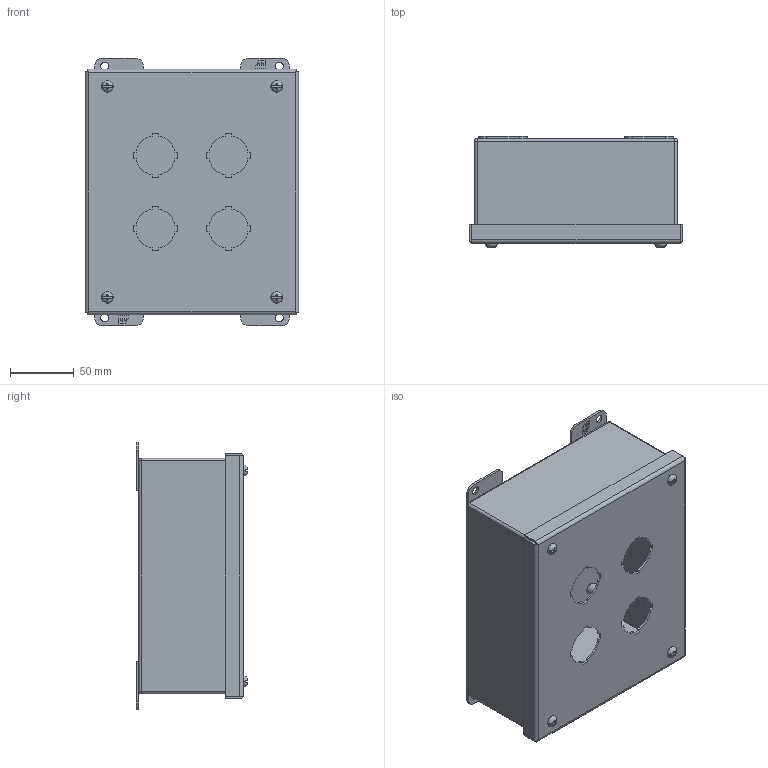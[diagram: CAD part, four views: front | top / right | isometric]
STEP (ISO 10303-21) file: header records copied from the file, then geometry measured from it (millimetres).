
FILE_DESCRIPTION (( 'STEP AP203' ), '1' );
FILE_NAME ('1435F_Default.step', '2019-11-08T15:28:50', ( '' ), ( '' ), 'SwSTEP 2.0', 'SolidWorks 2019', '' );
FILE_SCHEMA (( 'CONFIG_CONTROL_DESIGN' ));
Length unit declared in the file: inch
Products named in the file (1): 1435F_Default
Bounding box: 166.67 x 86.91 x 209.55 mm (x, y, z)
Volume: 249725.1 mm3; surface area: 291612.3 mm2
Topology: 23 solids, 23 shells, 785 faces, 2012 edges, 1295 vertices
Faces by surface type: plane 545, cylinder 184, cone 24, sphere 16, torus 8, bspline 8
Entity records: 24033 total; most frequent: CARTESIAN_POINT 4803, ORIENTED_EDGE 3988, DIRECTION 3900, EDGE_CURVE 1994, VECTOR 1452, LINE 1452, VERTEX_POINT 1295, AXIS2_PLACEMENT_3D 1224
